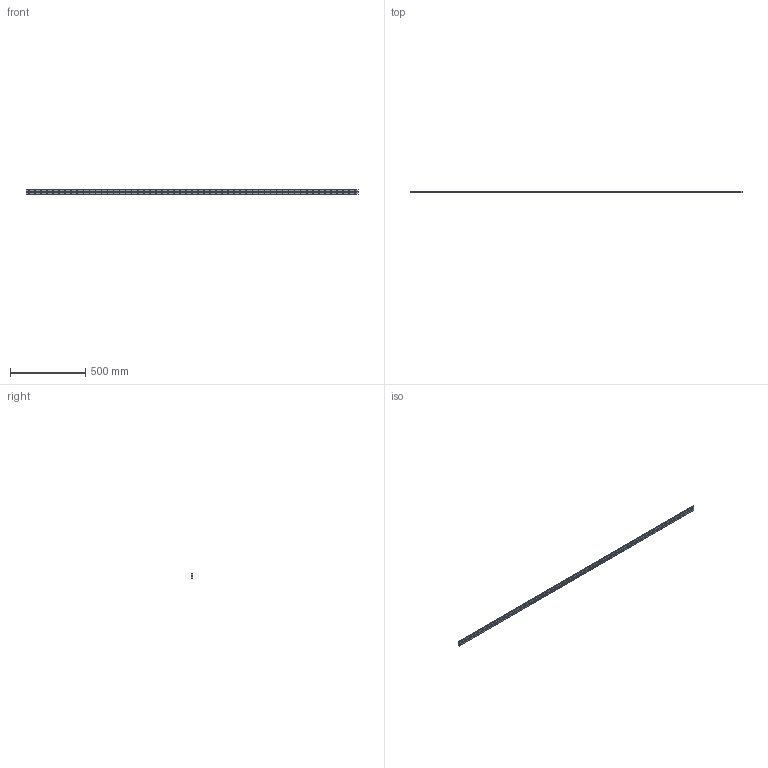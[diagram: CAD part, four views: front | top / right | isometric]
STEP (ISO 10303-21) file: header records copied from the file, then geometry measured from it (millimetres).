
FILE_DESCRIPTION (( 'STEP AP214' ), '1' );
FILE_NAME ('HRW17CA1UU-2200LT_G20_0_PB107_1074-6_0_0_0_1.STEP', '2021-07-01T12:00:35', ( '' ), ( '' ), 'SwSTEP 2.0', 'SolidWorks 2021', '' );
FILE_SCHEMA (( 'AUTOMOTIVE_DESIGN' ));
Length unit declared in the file: millimetre
Products named in the file (2): _HRW17CA220020 Track; HRW17CA1UU-2200LT_G20_0_PB107_1074-6_0_0_0_1
Assembly tree (1 placements, depth 2):
  HRW17CA1UU-2200LT_G20_0_PB107_1074-6_0_0_0_1
    _HRW17CA220020 Track
Bounding box: 2200 x 9 x 33 mm (x, y, z)
Volume: 570163.7 mm3; surface area: 207495.5 mm2
Topology: 1 solids, 1 shells, 608 faces, 1488 edges, 992 vertices
Faces by surface type: cylinder 444, plane 164
Entity records: 18886 total; most frequent: DIRECTION 3600, CARTESIAN_POINT 3092, ORIENTED_EDGE 2976, AXIS2_PLACEMENT_3D 1500, EDGE_CURVE 1488, VERTEX_POINT 992, EDGE_LOOP 938, CIRCLE 888
